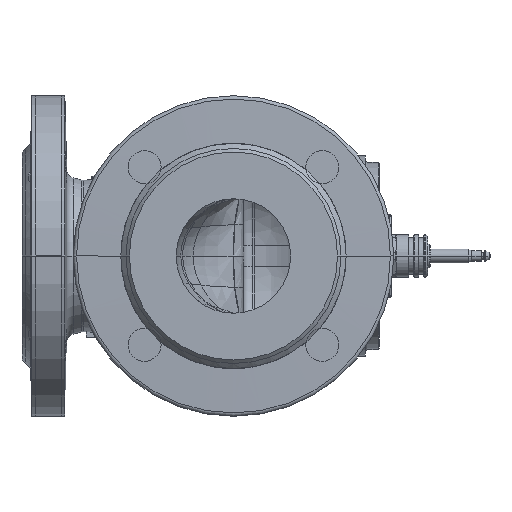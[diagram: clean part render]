
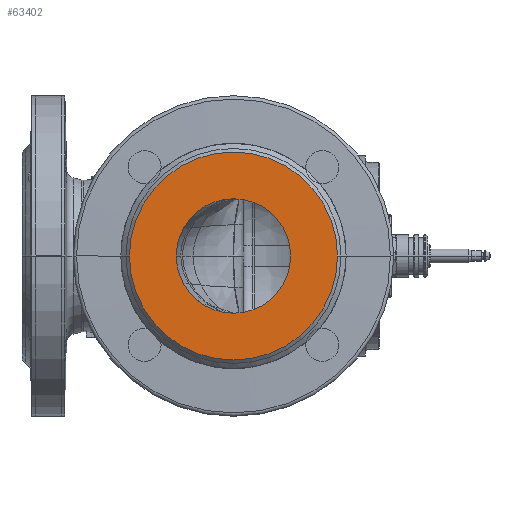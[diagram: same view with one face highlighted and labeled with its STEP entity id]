
A CAD part, left-side view. The second image highlights one B-rep face of the part: STEP entity #63402.
In plain terms, the highlighted planar face has unit normal (-1, 0, 0).
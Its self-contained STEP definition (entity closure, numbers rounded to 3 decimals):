
#54605=CARTESIAN_POINT('',(-147.,0.,0.));
#54606=DIRECTION('',(1.,0.,0.));
#54607=DIRECTION('',(0.,1.,0.));
#54608=AXIS2_PLACEMENT_3D('',#54605,#54606,#54607);
#54610=CARTESIAN_POINT('',(-147.,0.,0.));
#54611=DIRECTION('',(-1.,0.,0.));
#54612=DIRECTION('',(0.,1.,0.));
#54613=AXIS2_PLACEMENT_3D('',#54610,#54611,#54612);
#54615=CARTESIAN_POINT('',(-147.,0.,0.));
#54616=DIRECTION('',(-1.,0.,0.));
#54617=DIRECTION('',(0.,1.,0.));
#54618=AXIS2_PLACEMENT_3D('',#54615,#54616,#54617);
#54620=CARTESIAN_POINT('',(-147.,0.,0.));
#54621=DIRECTION('',(-1.,0.,0.));
#54622=DIRECTION('',(0.,-1.,0.));
#54623=AXIS2_PLACEMENT_3D('',#54620,#54621,#54622);
#62517=CARTESIAN_POINT('',(-147.,33.,0.));
#62518=CARTESIAN_POINT('',(-147.,-33.,0.));
#62519=VERTEX_POINT('',#62517);
#62520=VERTEX_POINT('',#62518);
#62940=CARTESIAN_POINT('',(-147.,60.,0.));
#62941=CARTESIAN_POINT('',(-147.,-60.,0.));
#62942=VERTEX_POINT('',#62940);
#62943=VERTEX_POINT('',#62941);
#63385=CARTESIAN_POINT('',(-147.,0.,0.));
#63386=DIRECTION('',(-1.,0.,0.));
#63387=DIRECTION('',(0.,1.,0.));
#63388=AXIS2_PLACEMENT_3D('',#63385,#63386,#63387);
#63389=PLANE('',#63388);
#63391=ORIENTED_EDGE('',*,*,#63390,.T.);
#63393=ORIENTED_EDGE('',*,*,#63392,.F.);
#63394=EDGE_LOOP('',(#63391,#63393));
#63395=FACE_OUTER_BOUND('',#63394,.F.);
#63397=ORIENTED_EDGE('',*,*,#63396,.T.);
#63399=ORIENTED_EDGE('',*,*,#63398,.T.);
#63400=EDGE_LOOP('',(#63397,#63399));
#63401=FACE_BOUND('',#63400,.F.);
#63402=ADVANCED_FACE('',(#63395,#63401),#63389,.T.);
#54609=CIRCLE('',#54608,60.);
#54614=CIRCLE('',#54613,60.);
#54619=CIRCLE('',#54618,33.);
#54624=CIRCLE('',#54623,33.);
#63390=EDGE_CURVE('',#62942,#62943,#54609,.T.);
#63392=EDGE_CURVE('',#62942,#62943,#54614,.T.);
#63396=EDGE_CURVE('',#62519,#62520,#54619,.T.);
#63398=EDGE_CURVE('',#62520,#62519,#54624,.T.);
